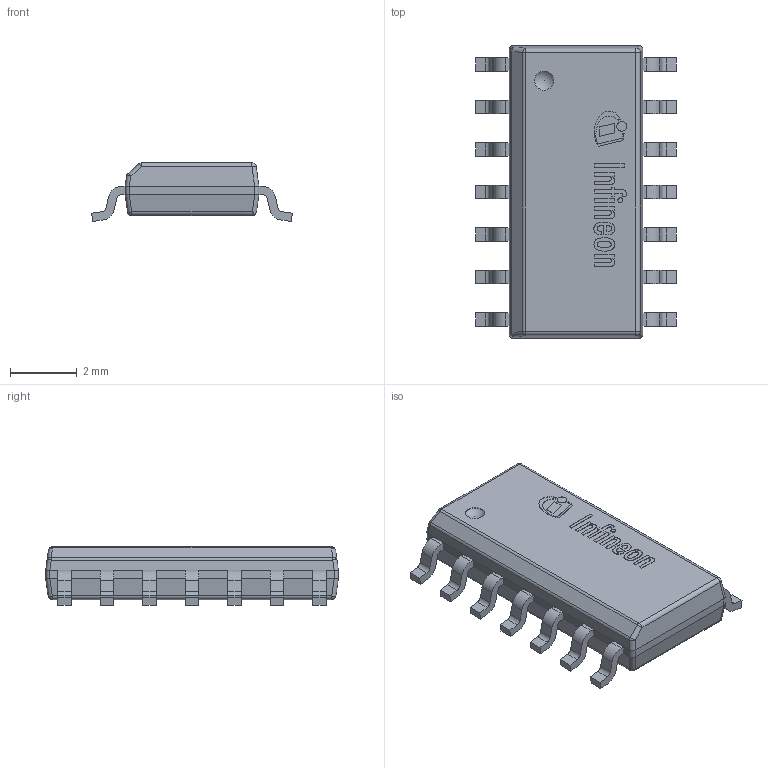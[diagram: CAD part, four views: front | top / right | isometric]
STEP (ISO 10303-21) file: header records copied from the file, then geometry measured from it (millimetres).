
FILE_DESCRIPTION(/* description */ (''),/* implementation_level */ '2;1');
FILE_NAME(/* name */ 'PG-DSO-14-77_Z8B00022247_V13_3D.stp',/* time_stamp */ '2024-10-24T13:02:34+05:30',/* author */ ('sivamani'),/* organization */ (''),/* preprocessor_version */ 'ST-DEVELOPER v19.2',/* originating_system */ 'AutoCAD Mechanical',/* authorisation */ '');
FILE_SCHEMA (('AUTOMOTIVE_DESIGN { 1 0 10303 214 3 1 1 }'));
Length unit declared in the file: millimetre
Products named in the file (1): Product
Bounding box: 6 x 8.75 x 1.76 mm (x, y, z)
Volume: 55 mm3; surface area: 275.3 mm2
Topology: 30 solids, 30 shells, 454 faces, 1167 edges, 765 vertices
Faces by surface type: plane 246, cylinder 197, sphere 11
Full cylindrical faces by diameter (mm): 0.142 x1, 0.293 x1, 0.571 x2
Entity records: 13818 total; most frequent: DIRECTION 2465, CARTESIAN_POINT 2378, ORIENTED_EDGE 2316, EDGE_CURVE 1158, AXIS2_PLACEMENT_3D 852, VERTEX_POINT 765, LINE 761, VECTOR 761
